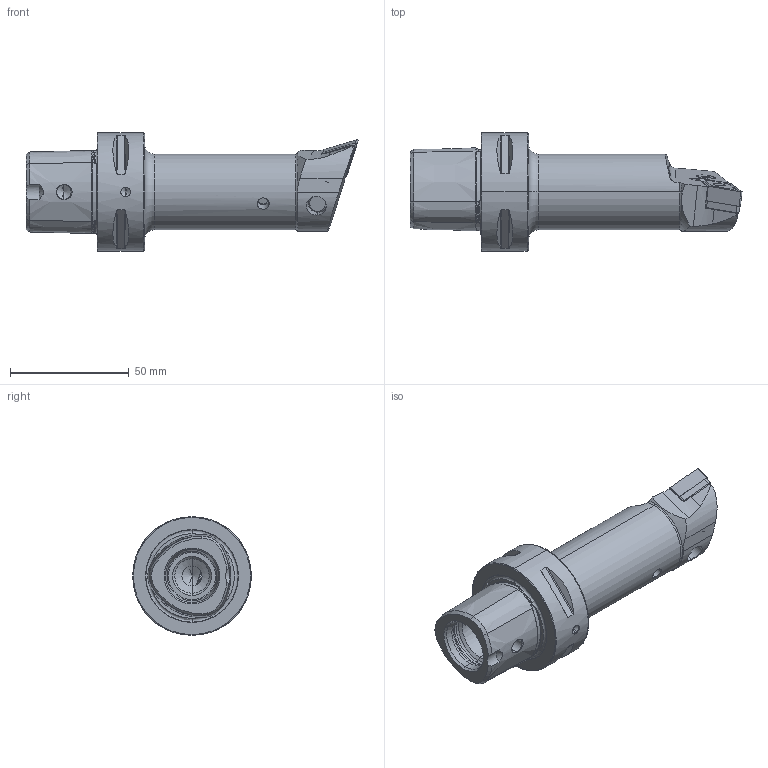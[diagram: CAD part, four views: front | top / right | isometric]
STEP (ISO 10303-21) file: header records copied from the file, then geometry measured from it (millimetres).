
FILE_DESCRIPTION (( 'STEP AP214' ), '1' );
FILE_NAME ('PS5.PDF.LQB.110.STEP', '2020-09-16T09:25:30', ( '' ), ( '' ), 'SwSTEP 2.0', 'SolidWorks 2017', '' );
FILE_SCHEMA (( 'AUTOMOTIVE_DESIGN' ));
Length unit declared in the file: millimetre
Products named in the file (8): WCD-ER4.101.017_A; WDF-ER2.101.003_A; PS5.PDF.LQB.110; WCD-ER1.101.000; PS5-PDF.LQB.110_A; KVT_MB_600_060; DNMG150604; WDF-ER3.101.000_A
Assembly tree (7 placements, depth 2):
  PS5.PDF.LQB.110
    PS5-PDF.LQB.110_A
    KVT_MB_600_060
    WDF-ER3.101.000_A
    DNMG150604
    WDF-ER2.101.003_A
    WCD-ER4.101.017_A
    WCD-ER1.101.000
Bounding box: 140 x 50 x 50 mm (x, y, z)
Volume: 112435 mm3; surface area: 26710.1 mm2
Topology: 8 solids, 8 shells, 350 faces, 840 edges, 499 vertices
Faces by surface type: cone 113, plane 92, cylinder 87, torus 44, bspline 12, sphere 2
Entity records: 11520 total; most frequent: CARTESIAN_POINT 3314, DIRECTION 1651, ORIENTED_EDGE 1638, EDGE_CURVE 819, AXIS2_PLACEMENT_3D 653, VERTEX_POINT 496, EDGE_LOOP 375, ADVANCED_FACE 350
